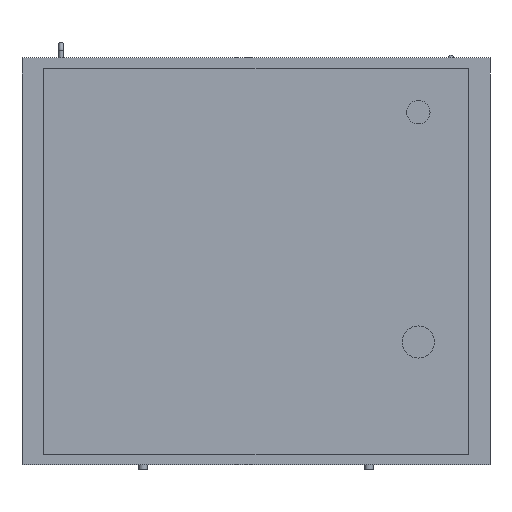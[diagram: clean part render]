
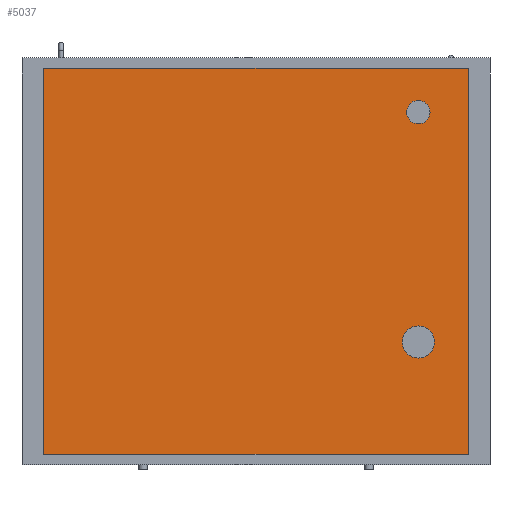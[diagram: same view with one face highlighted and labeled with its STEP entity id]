
A CAD part, front view. The second image highlights one B-rep face of the part: STEP entity #5037.
In plain terms, the highlighted planar face has unit normal (0, -1, 0).
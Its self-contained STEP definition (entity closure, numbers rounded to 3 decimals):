
#295=FACE_OUTER_BOUND('',#618,.T.);
#618=EDGE_LOOP('',(#3383,#3384,#3385,#3386));
#961=LINE('',#7404,#1557);
#963=LINE('',#7408,#1559);
#964=LINE('',#7411,#1560);
#965=LINE('',#7412,#1561);
#1557=VECTOR('',#5907,10.);
#1559=VECTOR('',#5911,10.);
#1560=VECTOR('',#5914,10.);
#1561=VECTOR('',#5915,10.);
#2143=VERTEX_POINT('',#7400);
#2144=VERTEX_POINT('',#7402);
#2145=VERTEX_POINT('',#7406);
#2146=VERTEX_POINT('',#7410);
#2633=EDGE_CURVE('',#2144,#2143,#961,.T.);
#2635=EDGE_CURVE('',#2144,#2145,#963,.T.);
#2636=EDGE_CURVE('',#2146,#2145,#964,.T.);
#2637=EDGE_CURVE('',#2143,#2146,#965,.T.);
#3383=ORIENTED_EDGE('',*,*,#2635,.T.);
#3384=ORIENTED_EDGE('',*,*,#2636,.F.);
#3385=ORIENTED_EDGE('',*,*,#2637,.F.);
#3386=ORIENTED_EDGE('',*,*,#2633,.F.);
#4776=PLANE('',#5419);
#5037=ADVANCED_FACE('',(#295),#4776,.T.);
#5419=AXIS2_PLACEMENT_3D('',#7409,#5912,#5913);
#5907=DIRECTION('',(0.,0.,1.));
#5911=DIRECTION('',(1.,0.,0.));
#5912=DIRECTION('center_axis',(0.,-1.,0.));
#5913=DIRECTION('ref_axis',(0.,0.,-1.));
#5914=DIRECTION('',(0.,0.,-1.));
#5915=DIRECTION('',(1.,0.,0.));
#7400=CARTESIAN_POINT('',(-362.5,-185.,330.));
#7402=CARTESIAN_POINT('',(-362.5,-185.,-330.));
#7404=CARTESIAN_POINT('',(-362.5,-185.,330.));
#7406=CARTESIAN_POINT('',(362.5,-185.,-330.));
#7408=CARTESIAN_POINT('',(0.,-185.,-330.));
#7409=CARTESIAN_POINT('Origin',(0.,-185.,330.));
#7410=CARTESIAN_POINT('',(362.5,-185.,330.));
#7411=CARTESIAN_POINT('',(362.5,-185.,330.));
#7412=CARTESIAN_POINT('',(0.,-185.,330.));
